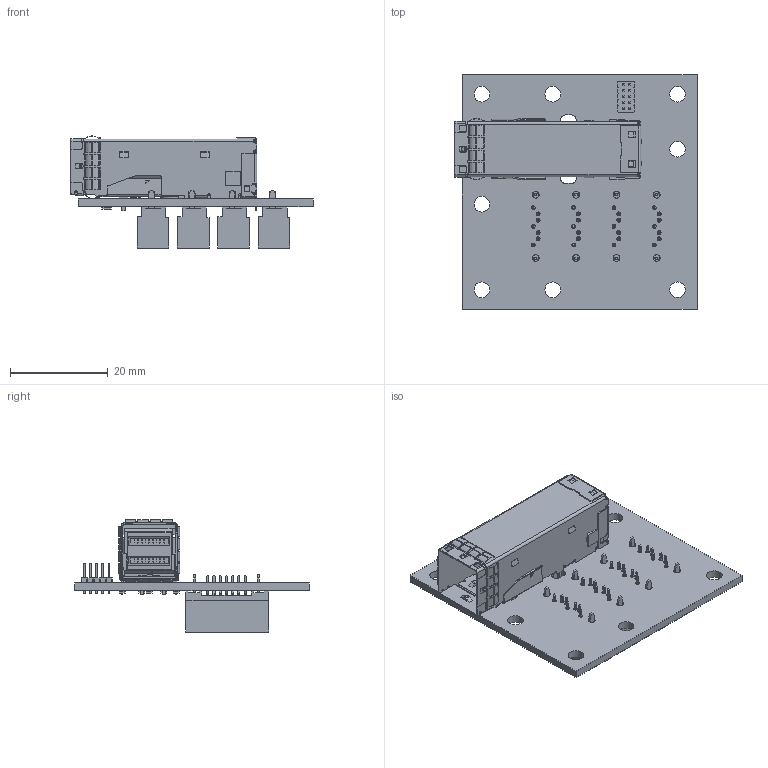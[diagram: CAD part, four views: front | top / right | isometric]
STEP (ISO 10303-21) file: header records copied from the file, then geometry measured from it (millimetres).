
FILE_DESCRIPTION(('KiCad electronic assembly'),'2;1');
FILE_NAME('MiniSASHD to 4xSATA.step','2025-12-01T15:42:05',('Pcbnew'),( 'Kicad'),'Open CASCADE STEP processor 7.8','KiCad to STEP converter' ,'Unknown');
FILE_SCHEMA(('AUTOMOTIVE_DESIGN { 1 0 10303 214 1 1 1 1 }'));
Length unit declared in the file: millimetre
Products named in the file (10): MiniSASHD to 4xSATA 1; PinHeader_2x05_P1.27mm_Vertical; PinHeader_2x05_P127mm_Vertical; 2149027-1; C-2149027-1; 678008025; R_0805_2012Metric; MiniSASHD to 4xSATA_PCB
Assembly tree (18 placements, depth 3):
  MiniSASHD to 4xSATA 1
    PinHeader_2x05_P1.27mm_Vertical
      PinHeader_2x05_P127mm_Vertical
    2149027-1
      C-2149027-1
    678008025  x4
      678008025
    R_0805_2012Metric  x7
      R_0805_2012Metric
    MiniSASHD to 4xSATA_PCB
Bounding box: 49.5 x 48 x 22.91 mm (x, y, z)
Volume: 8351.4 mm3; surface area: 14678.6 mm2
Topology: 14 solids, 16 shells, 3216 faces, 8980 edges, 5980 vertices
Faces by surface type: plane 2372, cylinder 834, cone 10
Full cylindrical faces by diameter (mm): 0.4 x36, 0.65 x10, 0.787 x28, 1.397 x8, 2.2 x1, 3.2 x8
Entity records: 71738 total; most frequent: CARTESIAN_POINT 13541, ORIENTED_EDGE 11852, DIRECTION 11463, EDGE_CURVE 5926, LINE 4435, VECTOR 4435, VERTEX_POINT 3892, AXIS2_PLACEMENT_3D 3514
